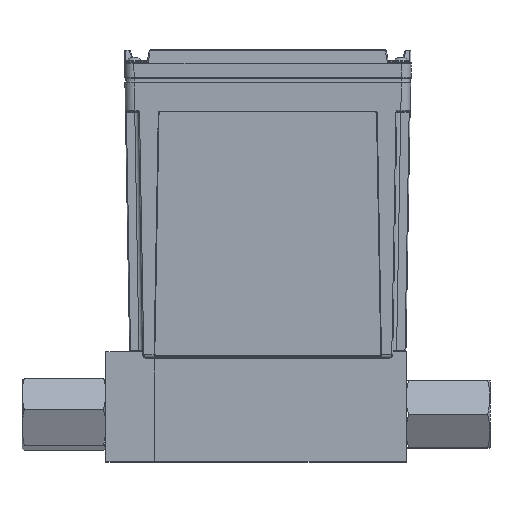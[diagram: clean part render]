
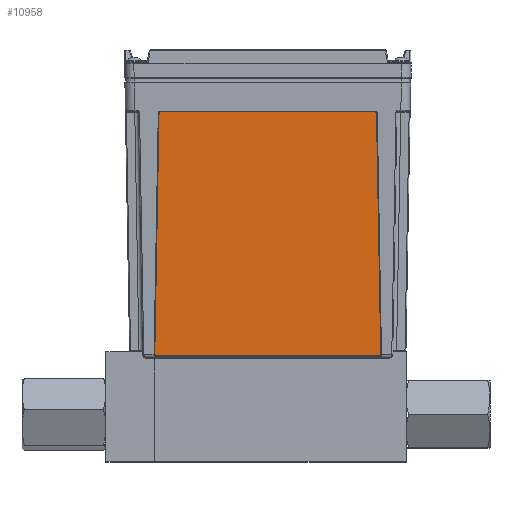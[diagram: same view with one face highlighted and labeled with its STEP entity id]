
A CAD part, top view. The second image highlights one B-rep face of the part: STEP entity #10958.
In plain terms, the highlighted planar face has unit normal (0, -0.018, 1).
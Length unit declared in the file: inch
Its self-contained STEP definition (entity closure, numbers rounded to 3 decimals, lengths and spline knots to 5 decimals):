
#453 = DIRECTION ( 'NONE',  ( 1., 0., 0. ) ) ;
#454 = DIRECTION ( 'NONE',  ( 0., -0.017, 1. ) ) ;
#455 = CARTESIAN_POINT ( 'NONE',  ( -0.9865, 4.63895, 1.02987 ) ) ;
#484 = PLANE ( 'NONE',  #12520 ) ;
#748 = FACE_OUTER_BOUND ( 'NONE', #26216, .T. ) ;
#10958 = ADVANCED_FACE ( 'NONE', ( #748 ), #484, .T. ) ;
#12520 = AXIS2_PLACEMENT_3D ( 'NONE', #455, #454, #453 ) ;
#14527 = CARTESIAN_POINT ( 'NONE',  ( -2.67685, 4.63895, 1.02987 ) ) ;
#14620 = CARTESIAN_POINT ( 'NONE',  ( -2.69684, 4.6193, 1.02953 ) ) ;
#14648 = CARTESIAN_POINT ( 'NONE',  ( -2.74315, 0.80953, 0.96303 ) ) ;
#14669 = CARTESIAN_POINT ( 'NONE',  ( 0.70385, 4.63895, 1.02987 ) ) ;
#14689 = CARTESIAN_POINT ( 'NONE',  ( 0.77015, 0.80953, 0.96303 ) ) ;
#14790 = CARTESIAN_POINT ( 'NONE',  ( 0.79014, 0.82988, 0.96339 ) ) ;
#14799 = CARTESIAN_POINT ( 'NONE',  ( -2.76314, 0.82988, 0.96339 ) ) ;
#14881 = CARTESIAN_POINT ( 'NONE',  ( 0.72384, 4.6193, 1.02953 ) ) ;
#15932 = ORIENTED_EDGE ( 'NONE', *, *, #23117, .T. ) ;
#15963 = ORIENTED_EDGE ( 'NONE', *, *, #23104, .T. ) ;
#15966 = ORIENTED_EDGE ( 'NONE', *, *, #23110, .T. ) ;
#15993 = ORIENTED_EDGE ( 'NONE', *, *, #23112, .T. ) ;
#15995 = ORIENTED_EDGE ( 'NONE', *, *, #23088, .T. ) ;
#15996 = ORIENTED_EDGE ( 'NONE', *, *, #23076, .T. ) ;
#15997 = ORIENTED_EDGE ( 'NONE', *, *, #23073, .T. ) ;
#15999 = ORIENTED_EDGE ( 'NONE', *, *, #23114, .T. ) ;
#17112 = AXIS2_PLACEMENT_3D ( 'NONE', #26590, #26591, #26592 ) ;
#17113 = AXIS2_PLACEMENT_3D ( 'NONE', #26586, #26587, #26588 ) ;
#17114 = AXIS2_PLACEMENT_3D ( 'NONE', #26582, #26583, #26584 ) ;
#17115 = AXIS2_PLACEMENT_3D ( 'NONE', #26579, #26580, #26581 ) ;
#23073 = EDGE_CURVE ( 'NONE', #30253, #30729, #29265, .T. ) ;
#23076 = EDGE_CURVE ( 'NONE', #30374, #30006, #29269, .T. ) ;
#23088 = EDGE_CURVE ( 'NONE', #30700, #30871, #29277, .T. ) ;
#23104 = EDGE_CURVE ( 'NONE', #30326, #30431, #29289, .T. ) ;
#23110 = EDGE_CURVE ( 'NONE', #30431, #30700, #29293, .T. ) ;
#23112 = EDGE_CURVE ( 'NONE', #30871, #30374, #29295, .T. ) ;
#23114 = EDGE_CURVE ( 'NONE', #30006, #30253, #29296, .T. ) ;
#23117 = EDGE_CURVE ( 'NONE', #30729, #30326, #29297, .T. ) ;
#26216 = EDGE_LOOP ( 'NONE', ( #15963, #15966, #15995, #15993, #15996, #15999, #15997, #15932 ) ) ;
#26553 = CARTESIAN_POINT ( 'NONE',  ( -2.6965, 4.63895, 1.02987 ) ) ;
#26555 = DIRECTION ( 'NONE',  ( -0.017, -1., -0.017 ) ) ;
#26557 = CARTESIAN_POINT ( 'NONE',  ( 0.7235, 4.63895, 1.02987 ) ) ;
#26558 = DIRECTION ( 'NONE',  ( -1., 0., 0. ) ) ;
#26565 = CARTESIAN_POINT ( 'NONE',  ( 0.7905, 0.80953, 0.96303 ) ) ;
#26566 = DIRECTION ( 'NONE',  ( -0.017, 1., 0.017 ) ) ;
#26575 = CARTESIAN_POINT ( 'NONE',  ( -2.7635, 0.80953, 0.96303 ) ) ;
#26576 = DIRECTION ( 'NONE',  ( 1., 0., 0. ) ) ;
#26579 = CARTESIAN_POINT ( 'NONE',  ( 0.77015, 0.82953, 0.96338 ) ) ;
#26580 = DIRECTION ( 'NONE',  ( 0., -0.017, 1. ) ) ;
#26581 = DIRECTION ( 'NONE',  ( 1., 0., 0. ) ) ;
#26582 = CARTESIAN_POINT ( 'NONE',  ( 0.70385, 4.61895, 1.02953 ) ) ;
#26583 = DIRECTION ( 'NONE',  ( 0., -0.017, 1. ) ) ;
#26584 = DIRECTION ( 'NONE',  ( 1., 0., 0. ) ) ;
#26586 = CARTESIAN_POINT ( 'NONE',  ( -2.67685, 4.61895, 1.02953 ) ) ;
#26587 = DIRECTION ( 'NONE',  ( 0., -0.017, 1. ) ) ;
#26588 = DIRECTION ( 'NONE',  ( 1., 0., 0. ) ) ;
#26590 = CARTESIAN_POINT ( 'NONE',  ( -2.74315, 0.82953, 0.96338 ) ) ;
#26591 = DIRECTION ( 'NONE',  ( 0., -0.017, 1. ) ) ;
#26592 = DIRECTION ( 'NONE',  ( 1., 0., 0. ) ) ;
#29265 = LINE ( 'NONE', #26553, #29268 ) ;
#29268 = VECTOR ( 'NONE', #26555, 39.37008 ) ;
#29269 = LINE ( 'NONE', #26557, #29272 ) ;
#29272 = VECTOR ( 'NONE', #26558, 39.37008 ) ;
#29277 = LINE ( 'NONE', #26565, #29280 ) ;
#29280 = VECTOR ( 'NONE', #26566, 39.37008 ) ;
#29289 = LINE ( 'NONE', #26575, #29292 ) ;
#29292 = VECTOR ( 'NONE', #26576, 39.37008 ) ;
#29293 = CIRCLE ( 'NONE', #17115, 0.02 ) ;
#29295 = CIRCLE ( 'NONE', #17114, 0.02 ) ;
#29296 = CIRCLE ( 'NONE', #17113, 0.02 ) ;
#29297 = CIRCLE ( 'NONE', #17112, 0.02 ) ;
#30006 = VERTEX_POINT ( 'NONE', #14527 ) ;
#30253 = VERTEX_POINT ( 'NONE', #14620 ) ;
#30326 = VERTEX_POINT ( 'NONE', #14648 ) ;
#30374 = VERTEX_POINT ( 'NONE', #14669 ) ;
#30431 = VERTEX_POINT ( 'NONE', #14689 ) ;
#30700 = VERTEX_POINT ( 'NONE', #14790 ) ;
#30729 = VERTEX_POINT ( 'NONE', #14799 ) ;
#30871 = VERTEX_POINT ( 'NONE', #14881 ) ;
